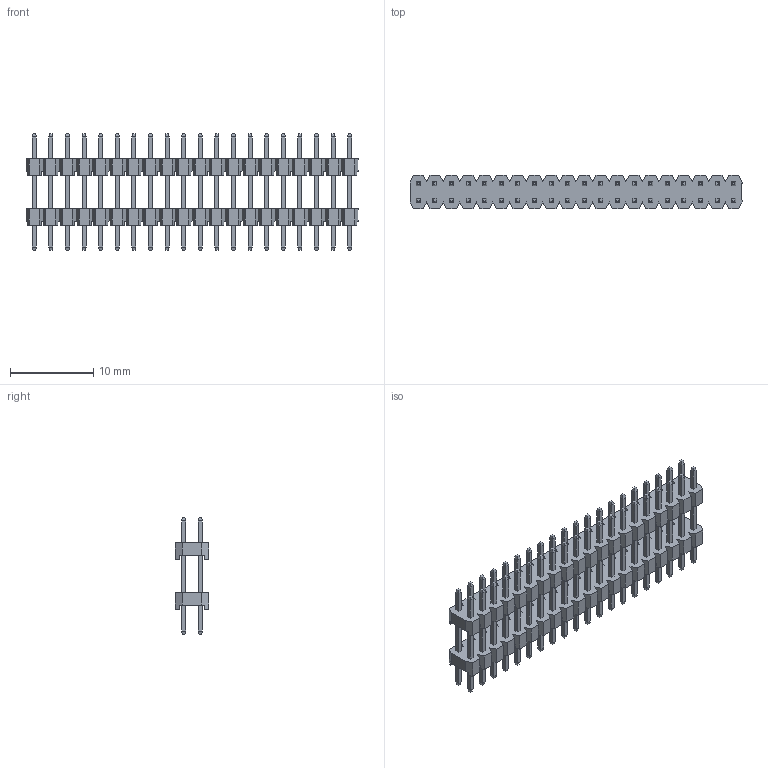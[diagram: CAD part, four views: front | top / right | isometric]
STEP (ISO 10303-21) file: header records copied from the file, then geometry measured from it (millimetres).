
FILE_DESCRIPTION (( 'STEP AP214' ), '1' );
FILE_NAME ('FPH20048-D40S1014070711B-REF.STEP', '2026-03-04T08:51:15', ( '' ), ( '' ), 'SwSTEP 2.0', 'SolidWorks 2021', '' );
FILE_SCHEMA (( 'AUTOMOTIVE_DESIGN' ));
Length unit declared in the file: millimetre
Products named in the file (1): FPH20048-D40S1014070711B-REF
Bounding box: 40 x 4 x 14 mm (x, y, z)
Volume: 578 mm3; surface area: 1959.5 mm2
Topology: 1 solids, 1 shells, 1288 faces, 3292 edges, 2088 vertices
Faces by surface type: plane 1288
Entity records: 37886 total; most frequent: CARTESIAN_POINT 6669, ORIENTED_EDGE 6584, DIRECTION 5870, LINE 3292, EDGE_CURVE 3292, VECTOR 3292, VERTEX_POINT 2088, EDGE_LOOP 1448
